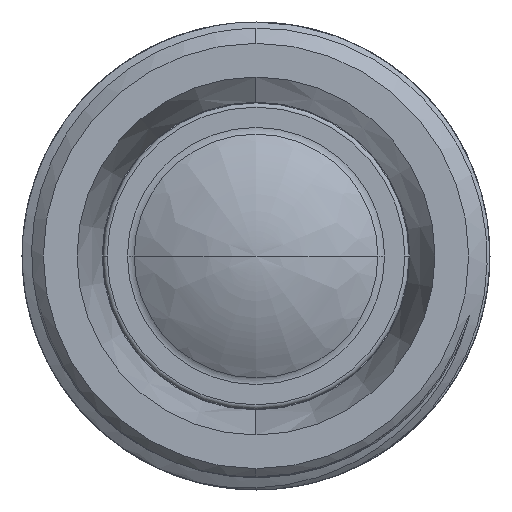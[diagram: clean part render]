
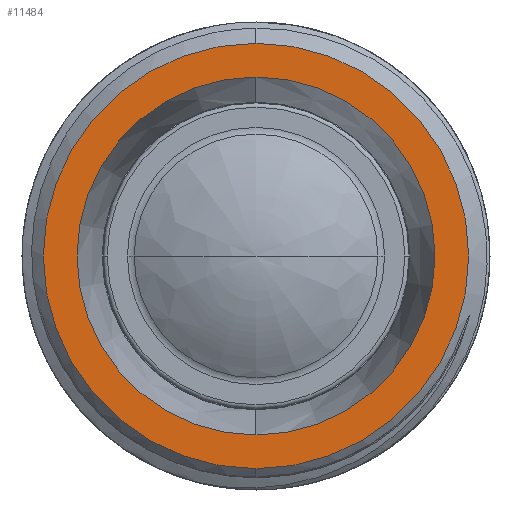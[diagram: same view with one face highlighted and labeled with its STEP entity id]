
A CAD part, left-side view. The second image highlights one B-rep face of the part: STEP entity #11484.
In plain terms, the highlighted planar face has unit normal (-1, 0, 0).
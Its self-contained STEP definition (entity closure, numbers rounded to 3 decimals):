
#475 = EDGE_CURVE ( 'NONE', #5638, #1044, #17732, .T. ) ;
#1044 = VERTEX_POINT ( 'NONE', #17413 ) ;
#1774 = DIRECTION ( 'NONE',  ( 0., 0., -1. ) ) ;
#1837 = CARTESIAN_POINT ( 'NONE',  ( -1.212, 0., 0. ) ) ;
#2419 = CARTESIAN_POINT ( 'NONE',  ( -1.212, 0., 0. ) ) ;
#3301 = ORIENTED_EDGE ( 'NONE', *, *, #16088, .F. ) ;
#3396 = FACE_BOUND ( 'NONE', #17522, .T. ) ;
#3814 = CIRCLE ( 'NONE', #13489, 4.207 ) ;
#4266 = DIRECTION ( 'NONE',  ( 0., 0., -1. ) ) ;
#4404 = DIRECTION ( 'NONE',  ( -1., 0., 0. ) ) ;
#4494 = CIRCLE ( 'NONE', #17306, 5. ) ;
#4673 = AXIS2_PLACEMENT_3D ( 'NONE', #12608, #12486, #14102 ) ;
#5569 = CARTESIAN_POINT ( 'NONE',  ( -1.212, 0., 4.207 ) ) ;
#5638 = VERTEX_POINT ( 'NONE', #5569 ) ;
#5762 = DIRECTION ( 'NONE',  ( 1., 0., 0. ) ) ;
#6019 = CARTESIAN_POINT ( 'NONE',  ( -1.212, 0., 5. ) ) ;
#6174 = CIRCLE ( 'NONE', #4673, 5. ) ;
#6740 = DIRECTION ( 'NONE',  ( 0., 0., 1. ) ) ;
#6983 = VERTEX_POINT ( 'NONE', #9154 ) ;
#7372 = PLANE ( 'NONE',  #11536 ) ;
#7570 = EDGE_LOOP ( 'NONE', ( #3301, #12412 ) ) ;
#8737 = CARTESIAN_POINT ( 'NONE',  ( -1.212, 0., 0. ) ) ;
#9154 = CARTESIAN_POINT ( 'NONE',  ( -1.212, 0., -5. ) ) ;
#10247 = VERTEX_POINT ( 'NONE', #6019 ) ;
#10868 = ORIENTED_EDGE ( 'NONE', *, *, #475, .T. ) ;
#11484 = ADVANCED_FACE ( 'NONE', ( #14850, #3396 ), #7372, .T. ) ;
#11536 = AXIS2_PLACEMENT_3D ( 'NONE', #1837, #4404, #17389 ) ;
#11894 = CARTESIAN_POINT ( 'NONE',  ( -1.212, 0., 0. ) ) ;
#12412 = ORIENTED_EDGE ( 'NONE', *, *, #14699, .F. ) ;
#12486 = DIRECTION ( 'NONE',  ( 1., 0., 0. ) ) ;
#12608 = CARTESIAN_POINT ( 'NONE',  ( -1.212, 0., 0. ) ) ;
#13454 = DIRECTION ( 'NONE',  ( 1., 0., 0. ) ) ;
#13489 = AXIS2_PLACEMENT_3D ( 'NONE', #11894, #13454, #1774 ) ;
#14102 = DIRECTION ( 'NONE',  ( 0., 0., 1. ) ) ;
#14699 = EDGE_CURVE ( 'NONE', #10247, #6983, #6174, .T. ) ;
#14850 = FACE_OUTER_BOUND ( 'NONE', #7570, .T. ) ;
#15337 = DIRECTION ( 'NONE',  ( 1., 0., 0. ) ) ;
#16088 = EDGE_CURVE ( 'NONE', #6983, #10247, #4494, .T. ) ;
#16765 = ORIENTED_EDGE ( 'NONE', *, *, #16848, .T. ) ;
#16848 = EDGE_CURVE ( 'NONE', #1044, #5638, #3814, .T. ) ;
#17306 = AXIS2_PLACEMENT_3D ( 'NONE', #8737, #5762, #4266 ) ;
#17389 = DIRECTION ( 'NONE',  ( 0., -1., 0. ) ) ;
#17413 = CARTESIAN_POINT ( 'NONE',  ( -1.212, 0., -4.207 ) ) ;
#17522 = EDGE_LOOP ( 'NONE', ( #10868, #16765 ) ) ;
#17723 = AXIS2_PLACEMENT_3D ( 'NONE', #2419, #15337, #6740 ) ;
#17732 = CIRCLE ( 'NONE', #17723, 4.207 ) ;
